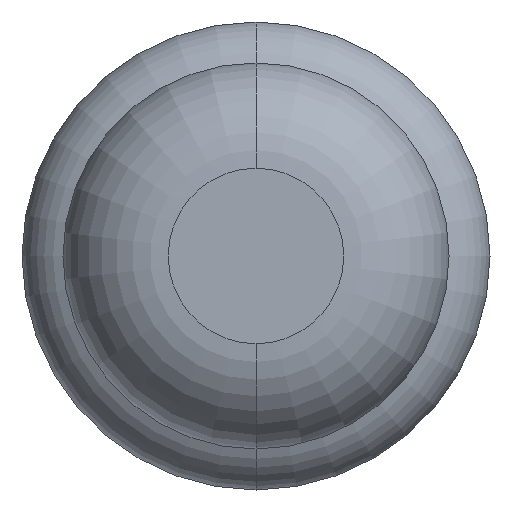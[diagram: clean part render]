
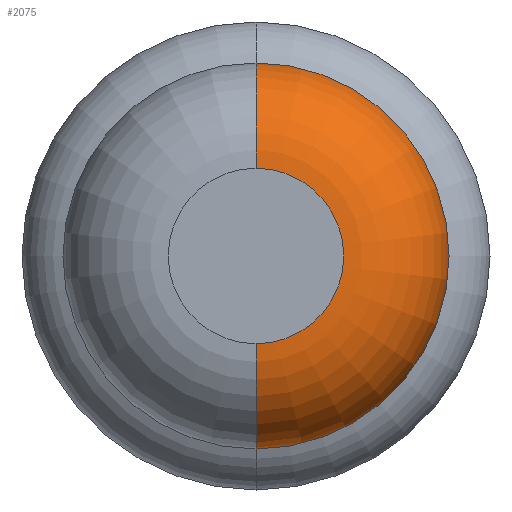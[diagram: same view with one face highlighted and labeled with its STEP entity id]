
A CAD part, front view. The second image highlights one B-rep face of the part: STEP entity #2075.
In plain terms, the highlighted toroidal (fillet/blend) face has major radius 0.375 mm and minor radius 0.45 mm.
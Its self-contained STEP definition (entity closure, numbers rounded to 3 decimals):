
#70 = VERTEX_POINT ( 'NONE', #2183 ) ;
#148 = DIRECTION ( 'NONE',  ( 0., 0., -1. ) ) ;
#208 = VERTEX_POINT ( 'NONE', #2693 ) ;
#252 = CIRCLE ( 'NONE', #1678, 0.45 ) ;
#592 = CIRCLE ( 'NONE', #1217, 0.825 ) ;
#726 = DIRECTION ( 'NONE',  ( 0., 0., 1. ) ) ;
#749 = CIRCLE ( 'NONE', #3088, 0.375 ) ;
#849 = ORIENTED_EDGE ( 'NONE', *, *, #1909, .T. ) ;
#901 = DIRECTION ( 'NONE',  ( 0., 1., 0. ) ) ;
#1217 = AXIS2_PLACEMENT_3D ( 'NONE', #3465, #3448, #726 ) ;
#1256 = ORIENTED_EDGE ( 'NONE', *, *, #3980, .F. ) ;
#1351 = CIRCLE ( 'NONE', #3792, 0.45 ) ;
#1452 = ORIENTED_EDGE ( 'NONE', *, *, #3568, .F. ) ;
#1540 = CARTESIAN_POINT ( 'NONE',  ( 0., -25.55, -0.375 ) ) ;
#1678 = AXIS2_PLACEMENT_3D ( 'NONE', #4224, #1847, #3202 ) ;
#1847 = DIRECTION ( 'NONE',  ( -1., 0., 0. ) ) ;
#1909 = EDGE_CURVE ( 'Defeature ausgef�hrt1_8+Defeature ausgef�hrt1_7+Defeature ausgef�hrt1_7+Defeature ausgef�hrt1_7', #4274, #208, #749, .T. ) ;
#2015 = AXIS2_PLACEMENT_3D ( 'NONE', #2967, #901, #3310 ) ;
#2075 = ADVANCED_FACE ( 'Defeature ausgef�hrt1_8', ( #3192 ), #4118, .T. ) ;
#2183 = CARTESIAN_POINT ( 'NONE',  ( 0., -25.55, 0.825 ) ) ;
#2195 = VERTEX_POINT ( 'NONE', #3718 ) ;
#2256 = CARTESIAN_POINT ( 'NONE',  ( 0., -26., 0. ) ) ;
#2566 = EDGE_CURVE ( 'NONE', #208, #2195, #1351, .T. ) ;
#2693 = CARTESIAN_POINT ( 'NONE',  ( 0., -26., -0.375 ) ) ;
#2903 = DIRECTION ( 'NONE',  ( 1., 0., 0. ) ) ;
#2924 = DIRECTION ( 'NONE',  ( 0., 0., 1. ) ) ;
#2967 = CARTESIAN_POINT ( 'NONE',  ( 0., -25.55, 0. ) ) ;
#3088 = AXIS2_PLACEMENT_3D ( 'NONE', #2256, #3248, #2924 ) ;
#3192 = FACE_OUTER_BOUND ( 'NONE', #3832, .T. ) ;
#3202 = DIRECTION ( 'NONE',  ( 0., 0., 1. ) ) ;
#3248 = DIRECTION ( 'NONE',  ( 0., 1., 0. ) ) ;
#3310 = DIRECTION ( 'NONE',  ( 0., 0., 1. ) ) ;
#3329 = CARTESIAN_POINT ( 'NONE',  ( 0., -26., 0.375 ) ) ;
#3448 = DIRECTION ( 'NONE',  ( 0., 1., 0. ) ) ;
#3465 = CARTESIAN_POINT ( 'NONE',  ( 0., -25.55, 0. ) ) ;
#3568 = EDGE_CURVE ( 'NONE', #4274, #70, #252, .T. ) ;
#3718 = CARTESIAN_POINT ( 'NONE',  ( 0., -25.55, -0.825 ) ) ;
#3792 = AXIS2_PLACEMENT_3D ( 'NONE', #1540, #2903, #148 ) ;
#3832 = EDGE_LOOP ( 'NONE', ( #849, #3913, #1256, #1452 ) ) ;
#3913 = ORIENTED_EDGE ( 'NONE', *, *, #2566, .T. ) ;
#3980 = EDGE_CURVE ( 'Defeature ausgef�hrt1_9+Defeature ausgef�hrt1_8+Defeature ausgef�hrt1_8+Defeature ausgef�hrt1_8', #70, #2195, #592, .T. ) ;
#4118 = TOROIDAL_SURFACE ( 'NONE', #2015, 0.375, 0.45 ) ;
#4224 = CARTESIAN_POINT ( 'NONE',  ( 0., -25.55, 0.375 ) ) ;
#4274 = VERTEX_POINT ( 'NONE', #3329 ) ;
